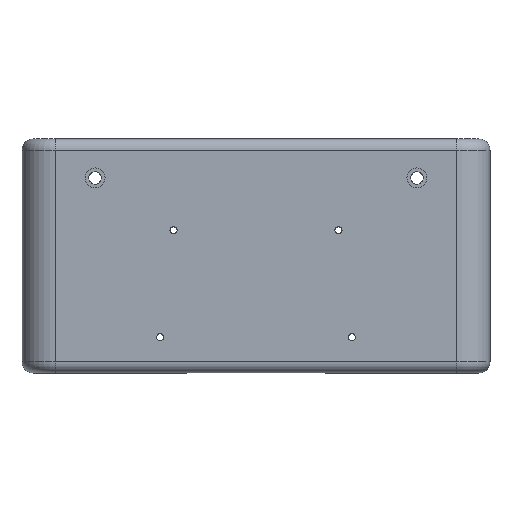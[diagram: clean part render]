
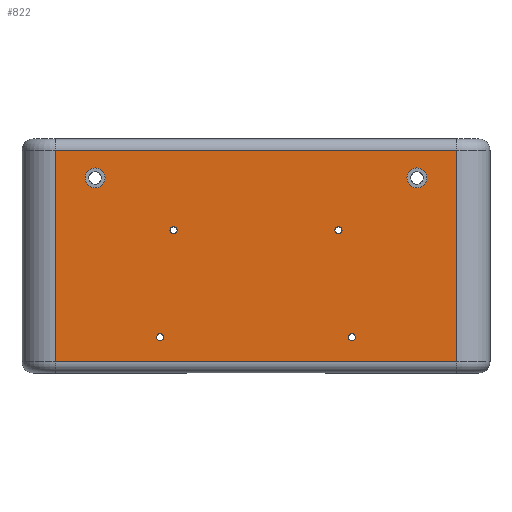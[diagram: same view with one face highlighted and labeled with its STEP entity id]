
A CAD part, top view. The second image highlights one B-rep face of the part: STEP entity #822.
In plain terms, the highlighted planar face has unit normal (0, 0, 1).
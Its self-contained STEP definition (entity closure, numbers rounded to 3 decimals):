
#15=FACE_BOUND('',#115,.T.);
#16=FACE_BOUND('',#116,.T.);
#17=FACE_BOUND('',#117,.T.);
#18=FACE_BOUND('',#118,.T.);
#19=FACE_BOUND('',#119,.T.);
#20=FACE_BOUND('',#120,.T.);
#38=PLANE('',#893);
#68=FACE_OUTER_BOUND('',#114,.T.);
#114=EDGE_LOOP('',(#585,#586,#587,#588));
#115=EDGE_LOOP('',(#589));
#116=EDGE_LOOP('',(#590));
#117=EDGE_LOOP('',(#591));
#118=EDGE_LOOP('',(#592));
#119=EDGE_LOOP('',(#593));
#120=EDGE_LOOP('',(#594));
#177=LINE('',#1249,#247);
#184=LINE('',#1271,#254);
#185=LINE('',#1275,#255);
#186=LINE('',#1276,#256);
#247=VECTOR('',#991,10.);
#254=VECTOR('',#1014,10.);
#255=VECTOR('',#1019,10.);
#256=VECTOR('',#1020,10.);
#326=CIRCLE('',#894,4.5);
#327=CIRCLE('',#895,4.5);
#328=CIRCLE('',#896,1.6);
#329=CIRCLE('',#897,1.6);
#330=CIRCLE('',#898,1.6);
#331=CIRCLE('',#899,1.6);
#368=VERTEX_POINT('',#1241);
#370=VERTEX_POINT('',#1247);
#377=VERTEX_POINT('',#1270);
#378=VERTEX_POINT('',#1274);
#379=VERTEX_POINT('',#1277);
#380=VERTEX_POINT('',#1279);
#381=VERTEX_POINT('',#1281);
#382=VERTEX_POINT('',#1283);
#383=VERTEX_POINT('',#1285);
#384=VERTEX_POINT('',#1287);
#447=EDGE_CURVE('',#370,#368,#177,.T.);
#458=EDGE_CURVE('',#368,#377,#184,.T.);
#460=EDGE_CURVE('',#378,#370,#185,.T.);
#461=EDGE_CURVE('',#377,#378,#186,.T.);
#462=EDGE_CURVE('',#379,#379,#326,.T.);
#463=EDGE_CURVE('',#380,#380,#327,.T.);
#464=EDGE_CURVE('',#381,#381,#328,.T.);
#465=EDGE_CURVE('',#382,#382,#329,.T.);
#466=EDGE_CURVE('',#383,#383,#330,.T.);
#467=EDGE_CURVE('',#384,#384,#331,.T.);
#585=ORIENTED_EDGE('',*,*,#447,.F.);
#586=ORIENTED_EDGE('',*,*,#460,.F.);
#587=ORIENTED_EDGE('',*,*,#461,.F.);
#588=ORIENTED_EDGE('',*,*,#458,.F.);
#589=ORIENTED_EDGE('',*,*,#462,.T.);
#590=ORIENTED_EDGE('',*,*,#463,.T.);
#591=ORIENTED_EDGE('',*,*,#464,.T.);
#592=ORIENTED_EDGE('',*,*,#465,.T.);
#593=ORIENTED_EDGE('',*,*,#466,.T.);
#594=ORIENTED_EDGE('',*,*,#467,.T.);
#822=ADVANCED_FACE('',(#68,#15,#16,#17,#18,#19,#20),#38,.T.);
#893=AXIS2_PLACEMENT_3D('',#1273,#1017,#1018);
#894=AXIS2_PLACEMENT_3D('',#1278,#1021,#1022);
#895=AXIS2_PLACEMENT_3D('',#1280,#1023,#1024);
#896=AXIS2_PLACEMENT_3D('',#1282,#1025,#1026);
#897=AXIS2_PLACEMENT_3D('',#1284,#1027,#1028);
#898=AXIS2_PLACEMENT_3D('',#1286,#1029,#1030);
#899=AXIS2_PLACEMENT_3D('',#1288,#1031,#1032);
#991=DIRECTION('',(-1.,0.,0.));
#1014=DIRECTION('',(0.,1.,0.));
#1017=DIRECTION('center_axis',(0.,0.,1.));
#1018=DIRECTION('ref_axis',(1.,0.,0.));
#1019=DIRECTION('',(0.,-1.,0.));
#1020=DIRECTION('',(1.,0.,0.));
#1021=DIRECTION('center_axis',(0.,0.,-1.));
#1022=DIRECTION('ref_axis',(1.,0.,0.));
#1023=DIRECTION('center_axis',(0.,0.,-1.));
#1024=DIRECTION('ref_axis',(1.,0.,0.));
#1025=DIRECTION('center_axis',(0.,0.,-1.));
#1026=DIRECTION('ref_axis',(-1.,0.,0.));
#1027=DIRECTION('center_axis',(0.,0.,-1.));
#1028=DIRECTION('ref_axis',(-1.,0.,0.));
#1029=DIRECTION('center_axis',(0.,0.,-1.));
#1030=DIRECTION('ref_axis',(-1.,0.,0.));
#1031=DIRECTION('center_axis',(0.,0.,-1.));
#1032=DIRECTION('ref_axis',(-1.,0.,0.));
#1241=CARTESIAN_POINT('',(15.,5.,55.));
#1247=CARTESIAN_POINT('',(195.,5.,55.));
#1249=CARTESIAN_POINT('',(52.5,5.,55.));
#1270=CARTESIAN_POINT('',(15.,100.,55.));
#1271=CARTESIAN_POINT('',(15.,78.75,55.));
#1273=CARTESIAN_POINT('Origin',(105.,52.5,55.));
#1274=CARTESIAN_POINT('',(195.,100.,55.));
#1275=CARTESIAN_POINT('',(195.,26.25,55.));
#1276=CARTESIAN_POINT('',(157.5,100.,55.));
#1277=CARTESIAN_POINT('',(172.7,87.5,55.));
#1278=CARTESIAN_POINT('Origin',(177.2,87.5,55.));
#1279=CARTESIAN_POINT('',(28.3,87.5,55.));
#1280=CARTESIAN_POINT('Origin',(32.8,87.5,55.));
#1281=CARTESIAN_POINT('',(149.6,16.,55.));
#1282=CARTESIAN_POINT('Origin',(148.,16.,55.));
#1283=CARTESIAN_POINT('',(69.6,64.,55.));
#1284=CARTESIAN_POINT('Origin',(68.,64.,55.));
#1285=CARTESIAN_POINT('',(143.6,64.,55.));
#1286=CARTESIAN_POINT('Origin',(142.,64.,55.));
#1287=CARTESIAN_POINT('',(63.6,16.,55.));
#1288=CARTESIAN_POINT('Origin',(62.,16.,55.));
